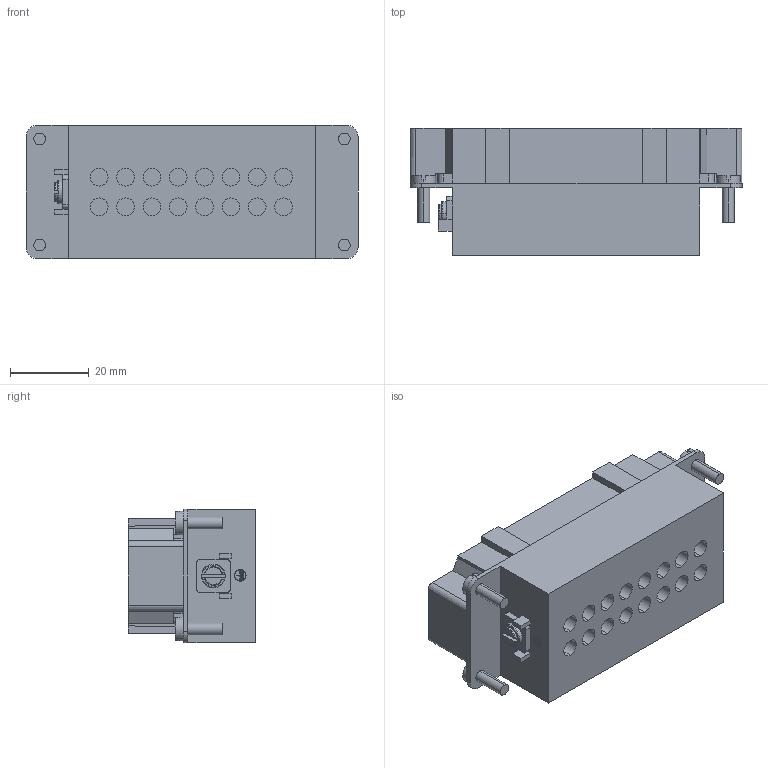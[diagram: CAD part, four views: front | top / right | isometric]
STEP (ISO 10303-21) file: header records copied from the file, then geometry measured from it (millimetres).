
FILE_DESCRIPTION (( 'STEP AP203' ), '1' );
FILE_NAME ('29023.step', '2025-02-12T17:32:16', ( '' ), ( '' ), 'SwSTEP 2.0', 'SolidWorks 2024', '' );
FILE_SCHEMA (( 'CONFIG_CONTROL_DESIGN' ));
Length unit declared in the file: inch
Products named in the file (1): 29023
Bounding box: 84.51 x 32.5 x 34 mm (x, y, z)
Volume: 49870.8 mm3; surface area: 19472.1 mm2
Topology: 1 solids, 1 shells, 400 faces, 954 edges, 629 vertices
Faces by surface type: plane 214, cylinder 97, cone 51, torus 32, bspline 6
Entity records: 15624 total; most frequent: CARTESIAN_POINT 6541, ORIENTED_EDGE 1908, DIRECTION 1707, EDGE_CURVE 954, VERTEX_POINT 629, AXIS2_PLACEMENT_3D 593, VECTOR 521, LINE 521
